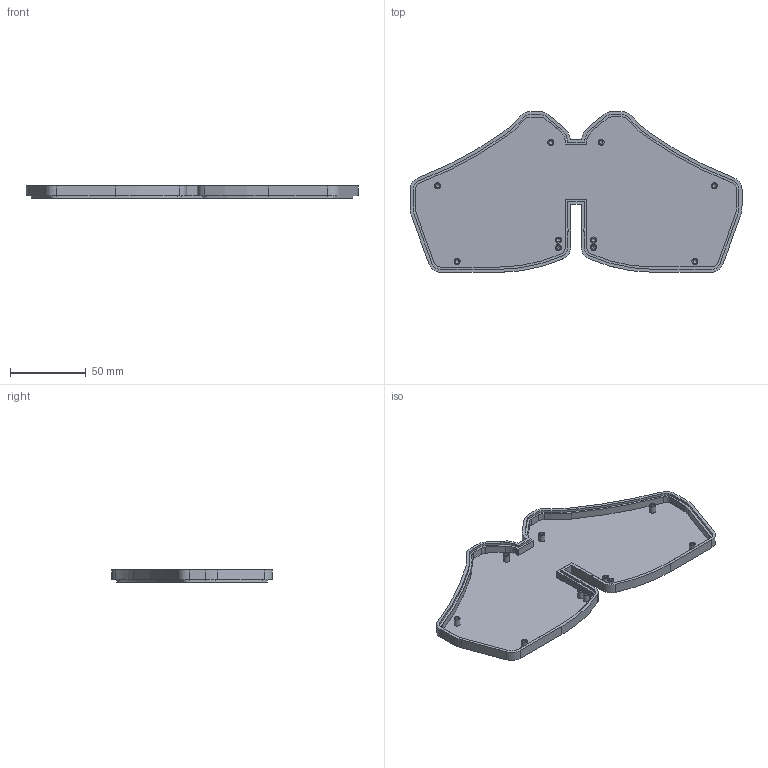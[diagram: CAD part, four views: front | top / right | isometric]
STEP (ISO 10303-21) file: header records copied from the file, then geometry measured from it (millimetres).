
FILE_DESCRIPTION(/* description */ (''),/* implementation_level */ '2;1');
FILE_NAME(/* name */ 'CheapisFullCaseHotinsertFix.step',/* time_stamp */ '2023-05-11T11:15:14-07:00',/* author */ (''),/* organization */ (''),/* preprocessor_version */ 'ST-DEVELOPER v19.2',/* originating_system */ 'Autodesk Translation Framework v12.4.0.73',/* authorisation */ '');
FILE_SCHEMA (('AUTOMOTIVE_DESIGN { 1 0 10303 214 3 1 1 }'));
Length unit declared in the file: millimetre
Products named in the file (1): CheapisMergedBottomplates
Bounding box: 218.86 x 105.95 x 8.1 mm (x, y, z)
Volume: 37751.3 mm3; surface area: 44982.8 mm2
Topology: 2 solids, 2 shells, 209 faces, 574 edges, 378 vertices
Faces by surface type: cylinder 104, plane 95, cone 10
Full cylindrical faces by diameter (mm): 2.5 x10, 4 x10
Entity records: 6678 total; most frequent: DIRECTION 1192, CARTESIAN_POINT 1152, ORIENTED_EDGE 1128, EDGE_CURVE 564, AXIS2_PLACEMENT_3D 418, VERTEX_POINT 378, LINE 356, VECTOR 356
